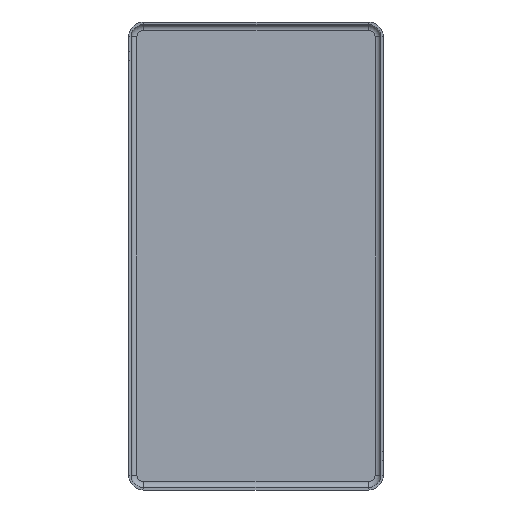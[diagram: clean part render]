
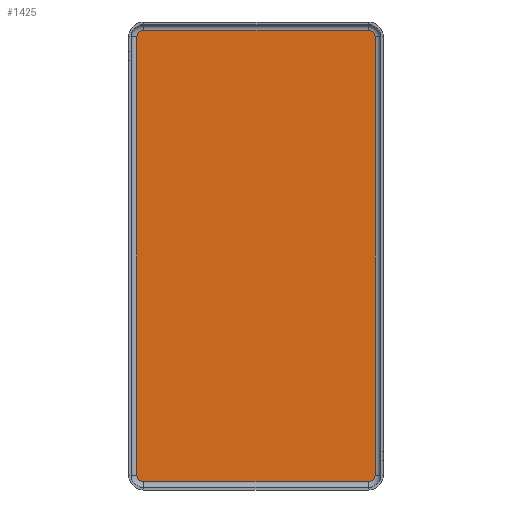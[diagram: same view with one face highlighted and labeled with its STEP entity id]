
A CAD part, front view. The second image highlights one B-rep face of the part: STEP entity #1425.
In plain terms, the highlighted planar face has unit normal (0, -1, 0).
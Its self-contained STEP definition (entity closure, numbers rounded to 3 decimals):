
#1 = AXIS2_PLACEMENT_3D ( 'NONE', #1016, #793, #1143 ) ;
#65 = EDGE_CURVE ( 'NONE', #1218, #340, #890, .T. ) ;
#66 = ORIENTED_EDGE ( 'NONE', *, *, #107, .F. ) ;
#82 = EDGE_LOOP ( 'NONE', ( #1188, #1203, #1397, #1326, #151, #66, #393, #1167 ) ) ;
#107 = EDGE_CURVE ( 'NONE', #1148, #865, #705, .T. ) ;
#151 = ORIENTED_EDGE ( 'NONE', *, *, #375, .F. ) ;
#162 = CIRCLE ( 'NONE', #1277, 0.8 ) ;
#168 = CARTESIAN_POINT ( 'NONE',  ( -13.7, -0.3, 26.7 ) ) ;
#173 = CARTESIAN_POINT ( 'NONE',  ( -13.7, -0.3, 27.5 ) ) ;
#185 = CARTESIAN_POINT ( 'NONE',  ( 14.5, -0.3, -26.7 ) ) ;
#188 = CARTESIAN_POINT ( 'NONE',  ( -13.7, -0.3, 27.5 ) ) ;
#254 = DIRECTION ( 'NONE',  ( 0., 1., 0. ) ) ;
#288 = AXIS2_PLACEMENT_3D ( 'NONE', #1355, #1009, #348 ) ;
#291 = LINE ( 'NONE', #820, #1350 ) ;
#303 = EDGE_CURVE ( 'NONE', #466, #1218, #336, .T. ) ;
#312 = VERTEX_POINT ( 'NONE', #185 ) ;
#318 = DIRECTION ( 'NONE',  ( 1., 0., 0. ) ) ;
#336 = LINE ( 'NONE', #188, #1334 ) ;
#340 = VERTEX_POINT ( 'NONE', #1186 ) ;
#348 = DIRECTION ( 'NONE',  ( 0., 0., -1. ) ) ;
#375 = EDGE_CURVE ( 'NONE', #865, #983, #1352, .T. ) ;
#393 = ORIENTED_EDGE ( 'NONE', *, *, #836, .F. ) ;
#396 = DIRECTION ( 'NONE',  ( 0., 0., 1. ) ) ;
#420 = LINE ( 'NONE', #526, #683 ) ;
#427 = CARTESIAN_POINT ( 'NONE',  ( 13.7, -0.3, 26.7 ) ) ;
#443 = EDGE_CURVE ( 'NONE', #1361, #466, #162, .T. ) ;
#466 = VERTEX_POINT ( 'NONE', #173 ) ;
#486 = DIRECTION ( 'NONE',  ( 0., 0., 1. ) ) ;
#504 = DIRECTION ( 'NONE',  ( 0., 1., 0. ) ) ;
#526 = CARTESIAN_POINT ( 'NONE',  ( 14.5, -0.3, 26.7 ) ) ;
#583 = EDGE_CURVE ( 'NONE', #983, #1361, #291, .T. ) ;
#589 = DIRECTION ( 'NONE',  ( -1., 0., 0. ) ) ;
#664 = DIRECTION ( 'NONE',  ( 0., 1., 0. ) ) ;
#683 = VECTOR ( 'NONE', #862, 1000. ) ;
#685 = CARTESIAN_POINT ( 'NONE',  ( -14.5, -0.3, -26.7 ) ) ;
#705 = LINE ( 'NONE', #1242, #1373 ) ;
#775 = AXIS2_PLACEMENT_3D ( 'NONE', #427, #664, #991 ) ;
#782 = CARTESIAN_POINT ( 'NONE',  ( -13.7, -0.3, -27.5 ) ) ;
#789 = PLANE ( 'NONE',  #288 ) ;
#793 = DIRECTION ( 'NONE',  ( 0., 1., 0. ) ) ;
#820 = CARTESIAN_POINT ( 'NONE',  ( -14.5, -0.3, -26.7 ) ) ;
#836 = EDGE_CURVE ( 'NONE', #312, #1148, #1301, .T. ) ;
#862 = DIRECTION ( 'NONE',  ( 0., 0., -1. ) ) ;
#865 = VERTEX_POINT ( 'NONE', #782 ) ;
#890 = CIRCLE ( 'NONE', #775, 0.8 ) ;
#902 = CARTESIAN_POINT ( 'NONE',  ( 13.7, -0.3, -26.7 ) ) ;
#915 = DIRECTION ( 'NONE',  ( 0., 0., 1. ) ) ;
#962 = CARTESIAN_POINT ( 'NONE',  ( 13.7, -0.3, 27.5 ) ) ;
#983 = VERTEX_POINT ( 'NONE', #685 ) ;
#991 = DIRECTION ( 'NONE',  ( 0., 0., 1. ) ) ;
#998 = CARTESIAN_POINT ( 'NONE',  ( -14.5, -0.3, 26.7 ) ) ;
#1009 = DIRECTION ( 'NONE',  ( 0., -1., 0. ) ) ;
#1016 = CARTESIAN_POINT ( 'NONE',  ( -13.7, -0.3, -26.7 ) ) ;
#1143 = DIRECTION ( 'NONE',  ( 0., 0., 1. ) ) ;
#1148 = VERTEX_POINT ( 'NONE', #1291 ) ;
#1167 = ORIENTED_EDGE ( 'NONE', *, *, #1215, .F. ) ;
#1186 = CARTESIAN_POINT ( 'NONE',  ( 14.5, -0.3, 26.7 ) ) ;
#1188 = ORIENTED_EDGE ( 'NONE', *, *, #65, .F. ) ;
#1203 = ORIENTED_EDGE ( 'NONE', *, *, #303, .F. ) ;
#1215 = EDGE_CURVE ( 'NONE', #340, #312, #420, .T. ) ;
#1218 = VERTEX_POINT ( 'NONE', #962 ) ;
#1238 = FACE_OUTER_BOUND ( 'NONE', #82, .T. ) ;
#1242 = CARTESIAN_POINT ( 'NONE',  ( 13.7, -0.3, -27.5 ) ) ;
#1269 = AXIS2_PLACEMENT_3D ( 'NONE', #902, #254, #915 ) ;
#1277 = AXIS2_PLACEMENT_3D ( 'NONE', #168, #504, #396 ) ;
#1291 = CARTESIAN_POINT ( 'NONE',  ( 13.7, -0.3, -27.5 ) ) ;
#1301 = CIRCLE ( 'NONE', #1269, 0.8 ) ;
#1326 = ORIENTED_EDGE ( 'NONE', *, *, #583, .F. ) ;
#1334 = VECTOR ( 'NONE', #318, 1000. ) ;
#1350 = VECTOR ( 'NONE', #486, 1000. ) ;
#1352 = CIRCLE ( 'NONE', #1, 0.8 ) ;
#1355 = CARTESIAN_POINT ( 'NONE',  ( 13.7, -0.3, 26.7 ) ) ;
#1361 = VERTEX_POINT ( 'NONE', #998 ) ;
#1373 = VECTOR ( 'NONE', #589, 1000. ) ;
#1397 = ORIENTED_EDGE ( 'NONE', *, *, #443, .F. ) ;
#1425 = ADVANCED_FACE ( 'NONE', ( #1238 ), #789, .T. ) ;
